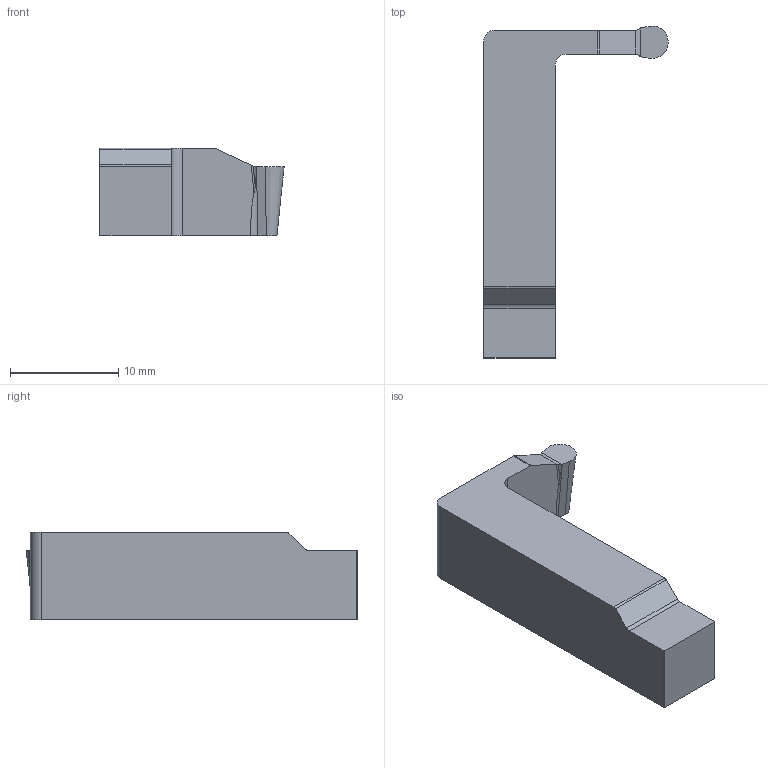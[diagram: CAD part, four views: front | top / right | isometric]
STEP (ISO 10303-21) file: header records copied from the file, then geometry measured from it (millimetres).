
FILE_DESCRIPTION(/* description */ (''),/* implementation_level */ '2;1');
FILE_NAME(/* name */ 'aaa326872_a.stp',/* time_stamp */ '2018-11-14T10:40:38+01:00',/* author */ (''),/* organization */ ('SMS'),/* preprocessor_version */ 'ST-DEVELOPER v15',/* originating_system */ 'SIEMENS PLM Software NX 8.5',/* authorisation */ '');
FILE_SCHEMA (('AUTOMOTIVE_DESIGN { 1 0 10303 214 3 1 1 1 }'));
Length unit declared in the file: millimetre
Products named in the file (1): AAA326872_A
Bounding box: 17 x 30.6 x 8.08 mm (x, y, z)
Volume: 1707.7 mm3; surface area: 1144.8 mm2
Topology: 1 solids, 1 shells, 30 faces, 83 edges, 57 vertices
Faces by surface type: plane 13, cylinder 10, bspline 4, cone 3
Entity records: 1153 total; most frequent: CARTESIAN_POINT 356, ORIENTED_EDGE 164, DIRECTION 144, EDGE_CURVE 82, VERTEX_POINT 54, AXIS2_PLACEMENT_3D 52, LINE 40, VECTOR 40
